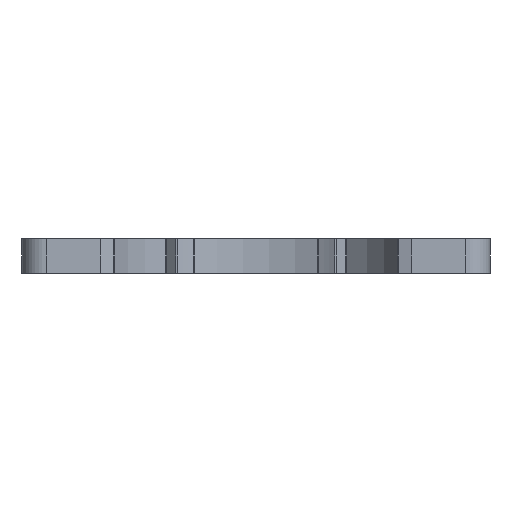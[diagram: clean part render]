
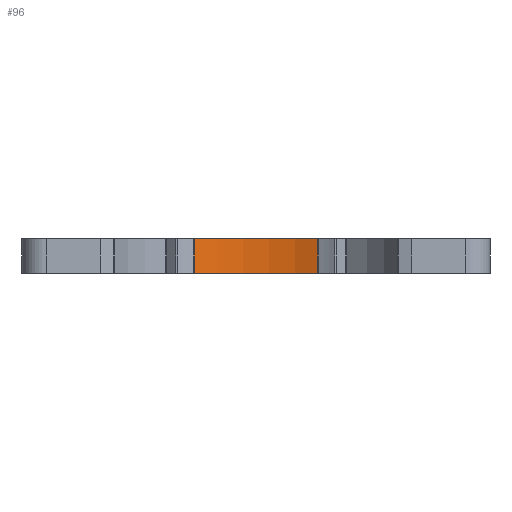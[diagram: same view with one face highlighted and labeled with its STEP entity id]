
A CAD part, left-side view. The second image highlights one B-rep face of the part: STEP entity #96.
In plain terms, the highlighted cylindrical face has radius 32 mm (diameter 64 mm), a partial arc.
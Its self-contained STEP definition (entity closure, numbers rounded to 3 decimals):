
#96 = ADVANCED_FACE( '', ( #218 ), #219, .F. );
#218 = FACE_OUTER_BOUND( '', #366, .T. );
#219 = CYLINDRICAL_SURFACE( '', #367, 32. );
#366 = EDGE_LOOP( '', ( #573, #574, #575, #576 ) );
#367 = AXIS2_PLACEMENT_3D( '', #577, #578, #579 );
#573 = ORIENTED_EDGE( '', *, *, #978, .F. );
#574 = ORIENTED_EDGE( '', *, *, #979, .T. );
#575 = ORIENTED_EDGE( '', *, *, #980, .T. );
#576 = ORIENTED_EDGE( '', *, *, #981, .T. );
#577 = CARTESIAN_POINT( '', ( 0., 0., 7. ) );
#578 = DIRECTION( '', ( 0., 0., 1. ) );
#579 = DIRECTION( '', ( -1., 0., 0. ) );
#978 = EDGE_CURVE( '', #1203, #1204, #1205, .T. );
#979 = EDGE_CURVE( '', #1203, #1206, #1207, .T. );
#980 = EDGE_CURVE( '', #1206, #1208, #1209, .T. );
#981 = EDGE_CURVE( '', #1208, #1204, #1210, .F. );
#1203 = VERTEX_POINT( '', #1496 );
#1204 = VERTEX_POINT( '', #1497 );
#1205 = CIRCLE( '', #1498, 32. );
#1206 = VERTEX_POINT( '', #1499 );
#1207 = LINE( '', #1500, #1501 );
#1208 = VERTEX_POINT( '', #1502 );
#1209 = CIRCLE( '', #1503, 32. );
#1210 = LINE( '', #1504, #1505 );
#1496 = CARTESIAN_POINT( '', ( 29.145, 13.211, 7. ) );
#1497 = CARTESIAN_POINT( '', ( 29.15, -13.202, 7. ) );
#1498 = AXIS2_PLACEMENT_3D( '', #1784, #1785, #1786 );
#1499 = CARTESIAN_POINT( '', ( 29.145, 13.211, 0. ) );
#1500 = CARTESIAN_POINT( '', ( 29.145, 13.211, 7. ) );
#1501 = VECTOR( '', #1787, 1000. );
#1502 = CARTESIAN_POINT( '', ( 29.15, -13.202, 0. ) );
#1503 = AXIS2_PLACEMENT_3D( '', #1788, #1789, #1790 );
#1504 = CARTESIAN_POINT( '', ( 29.15, -13.202, 7. ) );
#1505 = VECTOR( '', #1791, 1000. );
#1784 = CARTESIAN_POINT( '', ( 0., 0., 7. ) );
#1785 = DIRECTION( '', ( 0., 0., -1. ) );
#1786 = DIRECTION( '', ( -1., 0., 0. ) );
#1787 = DIRECTION( '', ( 0., 0., -1. ) );
#1788 = CARTESIAN_POINT( '', ( 0., 0., 0. ) );
#1789 = DIRECTION( '', ( 0., 0., -1. ) );
#1790 = DIRECTION( '', ( -1., 0., 0. ) );
#1791 = DIRECTION( '', ( 0., 0., -1. ) );
